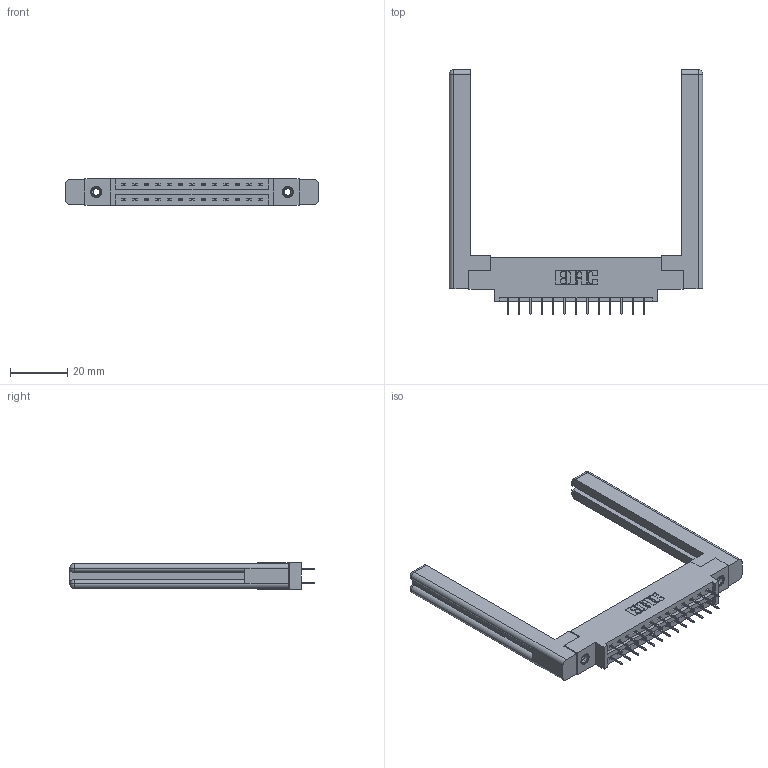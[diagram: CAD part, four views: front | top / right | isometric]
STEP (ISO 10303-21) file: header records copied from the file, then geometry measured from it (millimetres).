
FILE_DESCRIPTION (( 'STEP AP203' ), '1' );
FILE_NAME ('337-026-524-858.STEP', '2019-10-10T21:43:28', ( '' ), ( '' ), 'SwSTEP 2.0', 'SolidWorks 2016', '' );
FILE_SCHEMA (( 'CONFIG_CONTROL_DESIGN' ));
Length unit declared in the file: inch
Products named in the file (5): 345-250-001_345-250-001-102; 337-026-524-858; 307-220-058; 337 Part_0.170 Offset - 0.156 Dia-TI; 345-292-001_345-293-124
Assembly tree (31 placements, depth 2):
  337-026-524-858
    337 Part_0.170 Offset - 0.156 Dia-TI
    345-292-001_345-293-124  x26
    345-250-001_345-250-001-102  x2
    307-220-058  x2
Bounding box: 88.14 x 85.1 x 9.4 mm (x, y, z)
Volume: 15888.2 mm3; surface area: 14638.2 mm2
Topology: 31 solids, 31 shells, 1768 faces, 4967 edges, 3194 vertices
Faces by surface type: plane 1302, cylinder 442, cone 12, torus 12
Entity records: 16670 total; most frequent: CARTESIAN_POINT 2841, ORIENTED_EDGE 2716, DIRECTION 2486, EDGE_CURVE 1358, VECTOR 1186, LINE 1186, VERTEX_POINT 894, AXIS2_PLACEMENT_3D 650
